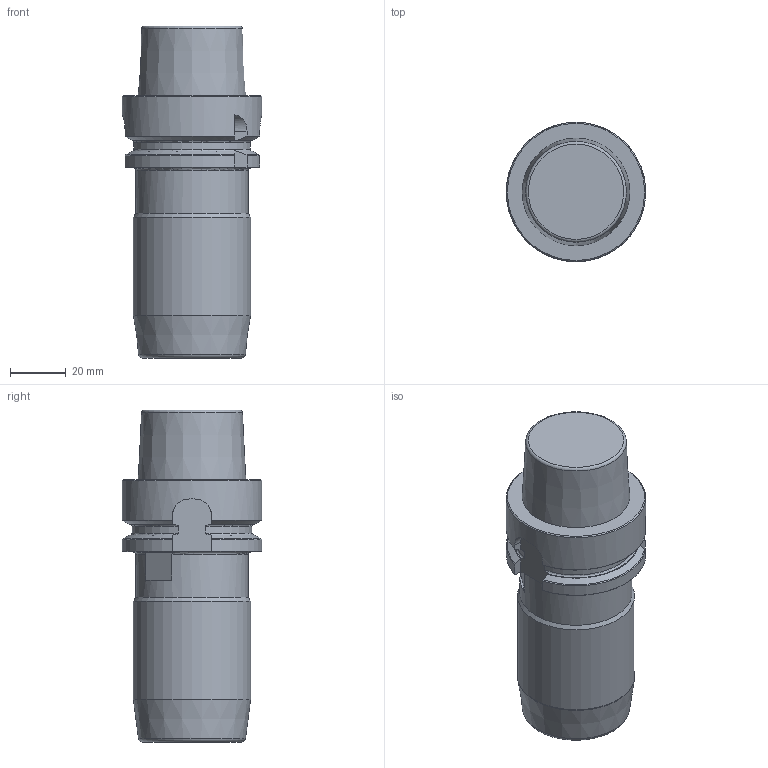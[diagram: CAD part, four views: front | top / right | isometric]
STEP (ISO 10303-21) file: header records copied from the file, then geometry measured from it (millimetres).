
FILE_DESCRIPTION(/* description */ (''),/* implementation_level */ '2;1');
FILE_NAME(/* name */ 'HSKA50-HCR20-094_Basic.stp',/* time_stamp */ '2022-07-04T16:57:06+05:00',/* author */ (''),/* organization */ (''),/* preprocessor_version */ 'ST-DEVELOPER v16.7',/* originating_system */ 'SIEMENS PLM Software NX 12.0',/* authorisation */ '');
FILE_SCHEMA (('AUTOMOTIVE_DESIGN { 1 0 10303 214 3 1 1 1 }'));
Length unit declared in the file: millimetre
Products named in the file (1): inpu9A94AA24fy81
Bounding box: 49.95 x 49.95 x 118.9 mm (x, y, z)
Volume: 147871.7 mm3; surface area: 23122.9 mm2
Topology: 1 solids, 1 shells, 72 faces, 229 edges, 164 vertices
Faces by surface type: plane 31, cone 19, cylinder 14, torus 8
Full cylindrical faces by diameter (mm): 20 x1, 40.25 x1, 42 x1, 49.95 x1
Entity records: 2909 total; most frequent: CARTESIAN_POINT 867, ORIENTED_EDGE 436, DIRECTION 403, EDGE_CURVE 218, AXIS2_PLACEMENT_3D 168, VERTEX_POINT 158, CIRCLE 92, EDGE_LOOP 82
